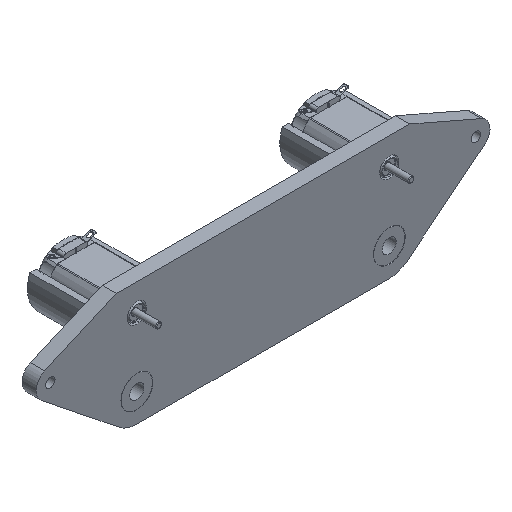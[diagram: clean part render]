
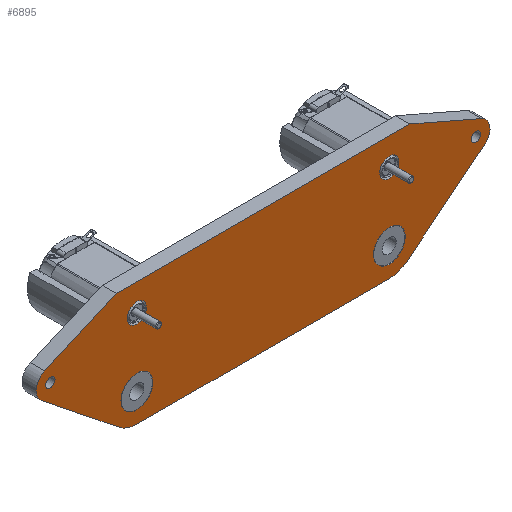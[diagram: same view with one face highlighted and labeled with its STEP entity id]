
A CAD part, isometric view. The second image highlights one B-rep face of the part: STEP entity #6895.
In plain terms, the highlighted planar face has unit normal (0, -1, 0).
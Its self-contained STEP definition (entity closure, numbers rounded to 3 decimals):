
#372=PLANE('',#7689);
#401=FACE_BOUND('',#2425,.T.);
#402=FACE_BOUND('',#2426,.T.);
#403=FACE_BOUND('',#2427,.T.);
#404=FACE_BOUND('',#2428,.T.);
#405=FACE_BOUND('',#2429,.T.);
#406=FACE_BOUND('',#2430,.T.);
#1065=LINE('',#16923,#1617);
#1067=LINE('',#16927,#1619);
#1069=LINE('',#16931,#1621);
#1071=LINE('',#16934,#1623);
#1072=LINE('',#16937,#1624);
#1075=LINE('',#16945,#1627);
#1617=VECTOR('',#9581,10.);
#1619=VECTOR('',#9585,10.);
#1621=VECTOR('',#9589,10.);
#1623=VECTOR('',#9593,10.);
#1624=VECTOR('',#9596,10.);
#1627=VECTOR('',#9605,10.);
#2018=FACE_OUTER_BOUND('',#2424,.T.);
#2424=EDGE_LOOP('',(#6465,#6466,#6467,#6468,#6469,#6470,#6471,#6472,#6473,
#6474));
#2425=EDGE_LOOP('',(#6475));
#2426=EDGE_LOOP('',(#6476));
#2427=EDGE_LOOP('',(#6477));
#2428=EDGE_LOOP('',(#6478));
#2429=EDGE_LOOP('',(#6479));
#2430=EDGE_LOOP('',(#6480));
#2852=CIRCLE('',#7660,1.65);
#2853=CIRCLE('',#7662,1.65);
#2854=CIRCLE('',#7666,5.);
#2855=CIRCLE('',#7668,5.);
#2856=CIRCLE('',#7670,3.4);
#2858=CIRCLE('',#7673,3.4);
#2859=CIRCLE('',#7675,5.6);
#2860=CIRCLE('',#7677,5.6);
#2861=CIRCLE('',#7684,10.);
#2862=CIRCLE('',#7687,10.);
#3483=VERTEX_POINT('',#16881);
#3484=VERTEX_POINT('',#16885);
#3485=VERTEX_POINT('',#16892);
#3486=VERTEX_POINT('',#16893);
#3487=VERTEX_POINT('',#16898);
#3488=VERTEX_POINT('',#16899);
#3489=VERTEX_POINT('',#16904);
#3491=VERTEX_POINT('',#16910);
#3492=VERTEX_POINT('',#16914);
#3493=VERTEX_POINT('',#16918);
#3494=VERTEX_POINT('',#16922);
#3495=VERTEX_POINT('',#16926);
#3496=VERTEX_POINT('',#16930);
#3497=VERTEX_POINT('',#16936);
#3498=VERTEX_POINT('',#16940);
#3499=VERTEX_POINT('',#16944);
#4462=EDGE_CURVE('',#3483,#3483,#2852,.T.);
#4464=EDGE_CURVE('',#3484,#3484,#2853,.T.);
#4466=EDGE_CURVE('',#3485,#3486,#2854,.T.);
#4469=EDGE_CURVE('',#3487,#3488,#2855,.T.);
#4473=EDGE_CURVE('',#3489,#3489,#2856,.F.);
#4476=EDGE_CURVE('',#3491,#3491,#2858,.F.);
#4478=EDGE_CURVE('',#3492,#3492,#2859,.T.);
#4480=EDGE_CURVE('',#3493,#3493,#2860,.T.);
#4481=EDGE_CURVE('',#3494,#3486,#1065,.T.);
#4483=EDGE_CURVE('',#3495,#3485,#1067,.T.);
#4485=EDGE_CURVE('',#3495,#3496,#1069,.T.);
#4487=EDGE_CURVE('',#3496,#3488,#1071,.T.);
#4488=EDGE_CURVE('',#3497,#3487,#1072,.T.);
#4490=EDGE_CURVE('',#3498,#3497,#2861,.T.);
#4492=EDGE_CURVE('',#3499,#3498,#1075,.T.);
#4494=EDGE_CURVE('',#3494,#3499,#2862,.T.);
#6465=ORIENTED_EDGE('',*,*,#4494,.F.);
#6466=ORIENTED_EDGE('',*,*,#4481,.T.);
#6467=ORIENTED_EDGE('',*,*,#4466,.F.);
#6468=ORIENTED_EDGE('',*,*,#4483,.F.);
#6469=ORIENTED_EDGE('',*,*,#4485,.T.);
#6470=ORIENTED_EDGE('',*,*,#4487,.T.);
#6471=ORIENTED_EDGE('',*,*,#4469,.F.);
#6472=ORIENTED_EDGE('',*,*,#4488,.F.);
#6473=ORIENTED_EDGE('',*,*,#4490,.F.);
#6474=ORIENTED_EDGE('',*,*,#4492,.F.);
#6475=ORIENTED_EDGE('',*,*,#4464,.F.);
#6476=ORIENTED_EDGE('',*,*,#4462,.F.);
#6477=ORIENTED_EDGE('',*,*,#4473,.F.);
#6478=ORIENTED_EDGE('',*,*,#4480,.F.);
#6479=ORIENTED_EDGE('',*,*,#4478,.F.);
#6480=ORIENTED_EDGE('',*,*,#4476,.F.);
#6895=ADVANCED_FACE('',(#2018,#401,#402,#403,#404,#405,#406),#372,.F.);
#7660=AXIS2_PLACEMENT_3D('',#16883,#9533,#9534);
#7662=AXIS2_PLACEMENT_3D('',#16887,#9538,#9539);
#7666=AXIS2_PLACEMENT_3D('',#16894,#9547,#9548);
#7668=AXIS2_PLACEMENT_3D('',#16900,#9553,#9554);
#7670=AXIS2_PLACEMENT_3D('',#16906,#9560,#9561);
#7673=AXIS2_PLACEMENT_3D('',#16912,#9567,#9568);
#7675=AXIS2_PLACEMENT_3D('',#16916,#9572,#9573);
#7677=AXIS2_PLACEMENT_3D('',#16920,#9577,#9578);
#7684=AXIS2_PLACEMENT_3D('',#16941,#9600,#9601);
#7687=AXIS2_PLACEMENT_3D('',#16948,#9609,#9610);
#7689=AXIS2_PLACEMENT_3D('',#16950,#9613,#9614);
#9533=DIRECTION('center_axis',(0.,-1.,0.));
#9534=DIRECTION('ref_axis',(1.,0.,0.));
#9538=DIRECTION('center_axis',(0.,-1.,0.));
#9539=DIRECTION('ref_axis',(1.,0.,0.));
#9547=DIRECTION('center_axis',(0.,1.,0.));
#9548=DIRECTION('ref_axis',(1.,0.,0.));
#9553=DIRECTION('center_axis',(0.,1.,0.));
#9554=DIRECTION('ref_axis',(1.,0.,0.));
#9560=DIRECTION('center_axis',(0.,1.,0.));
#9561=DIRECTION('ref_axis',(1.,0.,0.));
#9567=DIRECTION('center_axis',(0.,1.,0.));
#9568=DIRECTION('ref_axis',(1.,0.,0.));
#9572=DIRECTION('center_axis',(0.,-1.,0.));
#9573=DIRECTION('ref_axis',(1.,0.,0.));
#9577=DIRECTION('center_axis',(0.,-1.,0.));
#9578=DIRECTION('ref_axis',(1.,0.,0.));
#9581=DIRECTION('',(0.781,0.,0.625));
#9585=DIRECTION('',(0.917,0.,-0.399));
#9589=DIRECTION('',(-1.,0.,0.));
#9593=DIRECTION('',(-0.917,0.,-0.399));
#9596=DIRECTION('',(-0.781,0.,0.625));
#9600=DIRECTION('center_axis',(0.,1.,0.));
#9601=DIRECTION('ref_axis',(1.,0.,0.));
#9605=DIRECTION('',(-1.,0.,0.));
#9609=DIRECTION('center_axis',(0.,1.,0.));
#9610=DIRECTION('ref_axis',(1.,0.,0.));
#9613=DIRECTION('center_axis',(0.,1.,0.));
#9614=DIRECTION('ref_axis',(1.,0.,0.));
#16881=CARTESIAN_POINT('',(73.35,0.,18.));
#16883=CARTESIAN_POINT('Origin',(75.,0.,18.));
#16885=CARTESIAN_POINT('',(-76.65,0.,18.));
#16887=CARTESIAN_POINT('Origin',(-75.,0.,18.));
#16892=CARTESIAN_POINT('',(76.993,0.,22.586));
#16893=CARTESIAN_POINT('',(78.124,0.,14.096));
#16894=CARTESIAN_POINT('Origin',(75.,0.,18.));
#16898=CARTESIAN_POINT('',(-78.124,0.,14.096));
#16899=CARTESIAN_POINT('',(-76.993,0.,22.586));
#16900=CARTESIAN_POINT('Origin',(-75.,0.,18.));
#16904=CARTESIAN_POINT('',(-47.9,0.,24.));
#16906=CARTESIAN_POINT('Origin',(-44.5,0.,24.));
#16910=CARTESIAN_POINT('',(41.1,0.,24.));
#16912=CARTESIAN_POINT('Origin',(44.5,0.,24.));
#16914=CARTESIAN_POINT('',(38.9,0.,0.));
#16916=CARTESIAN_POINT('Origin',(44.5,0.,0.));
#16918=CARTESIAN_POINT('',(-50.1,0.,0.));
#16920=CARTESIAN_POINT('Origin',(-44.5,0.,0.));
#16922=CARTESIAN_POINT('',(50.747,0.,-7.808));
#16923=CARTESIAN_POINT('',(50.747,0.,-7.808));
#16926=CARTESIAN_POINT('',(51.766,0.,33.55));
#16927=CARTESIAN_POINT('',(51.766,0.,33.55));
#16930=CARTESIAN_POINT('',(-51.766,0.,33.55));
#16931=CARTESIAN_POINT('',(-37.234,0.,33.55));
#16934=CARTESIAN_POINT('',(-51.766,0.,33.55));
#16936=CARTESIAN_POINT('',(-50.747,0.,-7.808));
#16937=CARTESIAN_POINT('',(-50.747,0.,-7.808));
#16940=CARTESIAN_POINT('',(-44.5,0.,-10.));
#16941=CARTESIAN_POINT('Origin',(-44.5,0.,0.));
#16944=CARTESIAN_POINT('',(44.5,0.,-10.));
#16945=CARTESIAN_POINT('',(44.5,0.,-10.));
#16948=CARTESIAN_POINT('Origin',(44.5,0.,0.));
#16950=CARTESIAN_POINT('Origin',(0.,0.,11.775));
